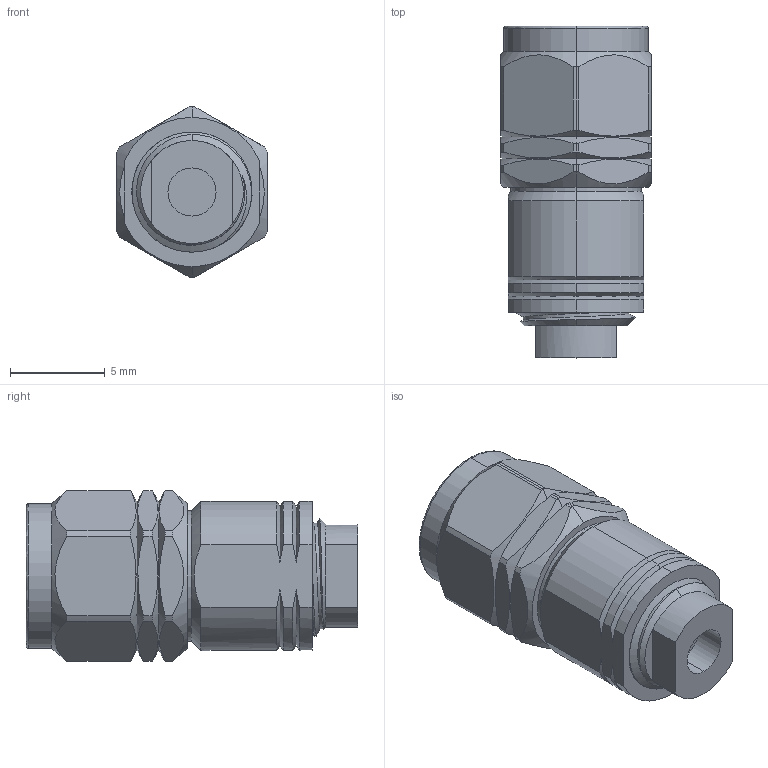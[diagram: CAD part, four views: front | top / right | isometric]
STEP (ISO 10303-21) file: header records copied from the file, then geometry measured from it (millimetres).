
FILE_DESCRIPTION (( 'STEP AP203' ), '1' );
FILE_NAME ('PE6235.step', '2018-11-26T20:57:41', ( '' ), ( '' ), 'SwSTEP 2.0', 'SolidWorks 2017', '' );
FILE_SCHEMA (( 'CONFIG_CONTROL_DESIGN' ));
Length unit declared in the file: inch
Products named in the file (1): PE6235
Bounding box: 7.94 x 17.53 x 8.99 mm (x, y, z)
Volume: 679.2 mm3; surface area: 790.9 mm2
Topology: 1 solids, 1 shells, 139 faces, 355 edges, 226 vertices
Faces by surface type: cylinder 59, cone 36, plane 35, bspline 9
Entity records: 6234 total; most frequent: CARTESIAN_POINT 2933, ORIENTED_EDGE 710, DIRECTION 655, EDGE_CURVE 355, AXIS2_PLACEMENT_3D 269, VERTEX_POINT 226, EDGE_LOOP 147, FACE_OUTER_BOUND 139
